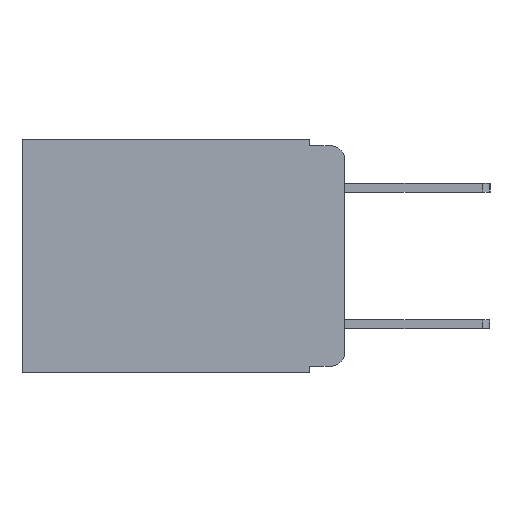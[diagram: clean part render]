
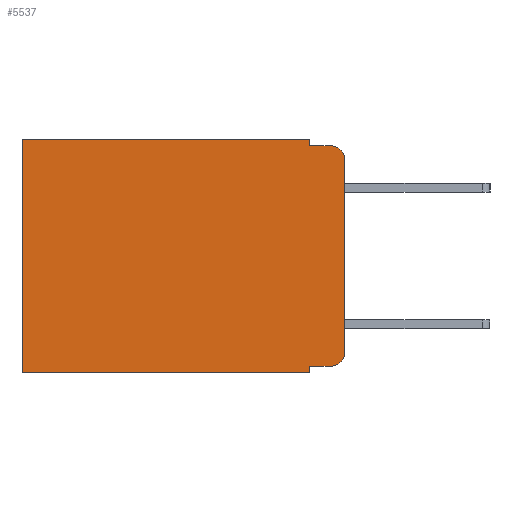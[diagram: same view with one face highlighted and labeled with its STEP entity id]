
A CAD part, left-side view. The second image highlights one B-rep face of the part: STEP entity #5537.
In plain terms, the highlighted planar face has unit normal (-1, 0, 0).
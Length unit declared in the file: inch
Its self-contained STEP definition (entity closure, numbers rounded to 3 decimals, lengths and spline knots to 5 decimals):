
#112 = CARTESIAN_POINT ( 'NONE',  ( 0.298, 0.02, -0.333 ) ) ;
#236 = VERTEX_POINT ( 'NONE', #7819 ) ;
#262 = CARTESIAN_POINT ( 'NONE',  ( 0.298, 0.051, -0.01 ) ) ;
#274 = CIRCLE ( 'NONE', #9513, 0.02 ) ;
#746 = LINE ( 'NONE', #7932, #9732 ) ;
#1072 = CARTESIAN_POINT ( 'NONE',  ( 0.298, 0.051, 0. ) ) ;
#1078 = VERTEX_POINT ( 'NONE', #6495 ) ;
#1466 = VECTOR ( 'NONE', #3983, 39.37008 ) ;
#2012 = ORIENTED_EDGE ( 'NONE', *, *, #3498, .T. ) ;
#2092 = VERTEX_POINT ( 'NONE', #262 ) ;
#2342 = VERTEX_POINT ( 'NONE', #8496 ) ;
#2574 = VECTOR ( 'NONE', #4399, 39.37008 ) ;
#2979 = EDGE_CURVE ( 'NONE', #5707, #8329, #5700, .T. ) ;
#3026 = CARTESIAN_POINT ( 'NONE',  ( 0.298, 0.051, 0. ) ) ;
#3053 = CARTESIAN_POINT ( 'NONE',  ( 0.298, 0., 0. ) ) ;
#3060 = CARTESIAN_POINT ( 'NONE',  ( 0.298, 0.051, -0.333 ) ) ;
#3285 = DIRECTION ( 'NONE',  ( 0., 0., -1. ) ) ;
#3287 = DIRECTION ( 'NONE',  ( -1., 0., 0. ) ) ;
#3291 = CARTESIAN_POINT ( 'NONE',  ( 0.298, 0., 0. ) ) ;
#3330 = CARTESIAN_POINT ( 'NONE',  ( 0.298, 0.02, -0.313 ) ) ;
#3487 = EDGE_CURVE ( 'NONE', #6522, #5886, #274, .T. ) ;
#3493 = EDGE_LOOP ( 'NONE', ( #6302, #6707, #5348, #6603, #2012, #6451, #5940, #10985, #3747, #6168 ) ) ;
#3498 = EDGE_CURVE ( 'NONE', #5586, #6049, #7950, .T. ) ;
#3747 = ORIENTED_EDGE ( 'NONE', *, *, #4054, .T. ) ;
#3983 = DIRECTION ( 'NONE',  ( 0., -1., 0. ) ) ;
#4054 = EDGE_CURVE ( 'NONE', #2342, #6522, #4153, .T. ) ;
#4153 = LINE ( 'NONE', #3060, #1466 ) ;
#4261 = DIRECTION ( 'NONE',  ( -1., 0., 0. ) ) ;
#4376 = CARTESIAN_POINT ( 'NONE',  ( 0.298, 0.473, -0.343 ) ) ;
#4399 = DIRECTION ( 'NONE',  ( 0., 0., -1. ) ) ;
#4584 = FACE_OUTER_BOUND ( 'NONE', #3493, .T. ) ;
#4598 = VECTOR ( 'NONE', #9932, 39.37008 ) ;
#4631 = EDGE_CURVE ( 'NONE', #2342, #5707, #5013, .T. ) ;
#5013 = LINE ( 'NONE', #9327, #2574 ) ;
#5079 = DIRECTION ( 'NONE',  ( 0., -1., 0. ) ) ;
#5222 = EDGE_CURVE ( 'NONE', #6049, #8329, #746, .T. ) ;
#5348 = ORIENTED_EDGE ( 'NONE', *, *, #6424, .F. ) ;
#5378 = VECTOR ( 'NONE', #10634, 39.37008 ) ;
#5392 = VECTOR ( 'NONE', #11141, 39.37008 ) ;
#5523 = AXIS2_PLACEMENT_3D ( 'NONE', #9256, #4261, #10006 ) ;
#5537 = ADVANCED_FACE ( 'NONE', ( #4584 ), #5603, .F. ) ;
#5586 = VERTEX_POINT ( 'NONE', #3026 ) ;
#5603 = PLANE ( 'NONE',  #7879 ) ;
#5700 = LINE ( 'NONE', #7928, #9739 ) ;
#5707 = VERTEX_POINT ( 'NONE', #7578 ) ;
#5807 = EDGE_CURVE ( 'NONE', #5586, #2092, #8796, .T. ) ;
#5886 = VERTEX_POINT ( 'NONE', #5995 ) ;
#5940 = ORIENTED_EDGE ( 'NONE', *, *, #2979, .F. ) ;
#5995 = CARTESIAN_POINT ( 'NONE',  ( 0.298, 0., -0.313 ) ) ;
#6049 = VERTEX_POINT ( 'NONE', #8715 ) ;
#6168 = ORIENTED_EDGE ( 'NONE', *, *, #3487, .T. ) ;
#6242 = CIRCLE ( 'NONE', #5523, 0.02 ) ;
#6302 = ORIENTED_EDGE ( 'NONE', *, *, #8072, .F. ) ;
#6424 = EDGE_CURVE ( 'NONE', #2092, #236, #9840, .T. ) ;
#6451 = ORIENTED_EDGE ( 'NONE', *, *, #5222, .T. ) ;
#6495 = CARTESIAN_POINT ( 'NONE',  ( 0.298, 0., -0.03 ) ) ;
#6507 = DIRECTION ( 'NONE',  ( 0., 0., -1. ) ) ;
#6522 = VERTEX_POINT ( 'NONE', #112 ) ;
#6603 = ORIENTED_EDGE ( 'NONE', *, *, #5807, .F. ) ;
#6707 = ORIENTED_EDGE ( 'NONE', *, *, #7002, .T. ) ;
#7002 = EDGE_CURVE ( 'NONE', #1078, #236, #6242, .T. ) ;
#7578 = CARTESIAN_POINT ( 'NONE',  ( 0.298, 0.051, -0.343 ) ) ;
#7819 = CARTESIAN_POINT ( 'NONE',  ( 0.298, 0.02, -0.01 ) ) ;
#7879 = AXIS2_PLACEMENT_3D ( 'NONE', #8882, #11060, #6507 ) ;
#7928 = CARTESIAN_POINT ( 'NONE',  ( 0.298, 0., -0.343 ) ) ;
#7932 = CARTESIAN_POINT ( 'NONE',  ( 0.298, 0.473, 0. ) ) ;
#7950 = LINE ( 'NONE', #3053, #5392 ) ;
#8072 = EDGE_CURVE ( 'NONE', #1078, #5886, #9464, .T. ) ;
#8329 = VERTEX_POINT ( 'NONE', #4376 ) ;
#8496 = CARTESIAN_POINT ( 'NONE',  ( 0.298, 0.051, -0.333 ) ) ;
#8519 = DIRECTION ( 'NONE',  ( 0., 1., 0. ) ) ;
#8715 = CARTESIAN_POINT ( 'NONE',  ( 0.298, 0.473, 0. ) ) ;
#8796 = LINE ( 'NONE', #1072, #4598 ) ;
#8882 = CARTESIAN_POINT ( 'NONE',  ( 0.298, 0., 0. ) ) ;
#9256 = CARTESIAN_POINT ( 'NONE',  ( 0.298, 0.02, -0.03 ) ) ;
#9327 = CARTESIAN_POINT ( 'NONE',  ( 0.298, 0.051, 0. ) ) ;
#9464 = LINE ( 'NONE', #3291, #5378 ) ;
#9513 = AXIS2_PLACEMENT_3D ( 'NONE', #3330, #3287, #3285 ) ;
#9612 = VECTOR ( 'NONE', #5079, 39.37008 ) ;
#9732 = VECTOR ( 'NONE', #10857, 39.37008 ) ;
#9739 = VECTOR ( 'NONE', #8519, 39.37008 ) ;
#9840 = LINE ( 'NONE', #10651, #9612 ) ;
#9932 = DIRECTION ( 'NONE',  ( 0., 0., -1. ) ) ;
#10006 = DIRECTION ( 'NONE',  ( 0., 0., -1. ) ) ;
#10634 = DIRECTION ( 'NONE',  ( 0., 0., -1. ) ) ;
#10651 = CARTESIAN_POINT ( 'NONE',  ( 0.298, 0.051, -0.01 ) ) ;
#10857 = DIRECTION ( 'NONE',  ( 0., 0., -1. ) ) ;
#10985 = ORIENTED_EDGE ( 'NONE', *, *, #4631, .F. ) ;
#11060 = DIRECTION ( 'NONE',  ( 1., 0., 0. ) ) ;
#11141 = DIRECTION ( 'NONE',  ( 0., 1., 0. ) ) ;
